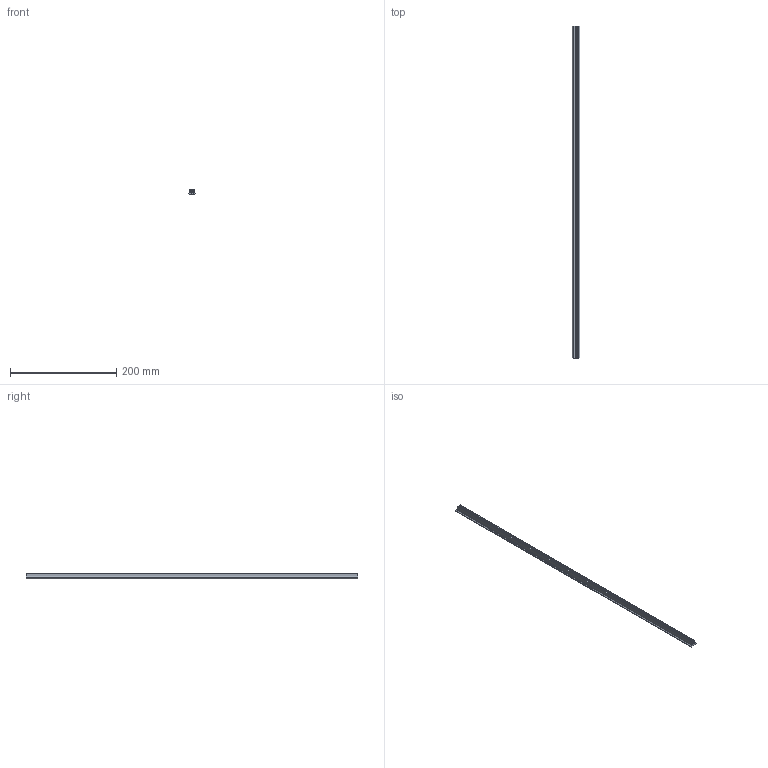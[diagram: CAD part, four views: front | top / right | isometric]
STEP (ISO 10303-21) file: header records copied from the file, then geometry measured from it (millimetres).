
FILE_DESCRIPTION (( 'STEP AP203' ), '1' );
FILE_NAME ('3700-0145-0624.STEP', '2018-02-08T21:35:20', ( '' ), ( '' ), 'SwSTEP 2.0', 'SolidWorks 2016', '' );
FILE_SCHEMA (( 'CONFIG_CONTROL_DESIGN' ));
Length unit declared in the file: millimetre
Products named in the file (1): 3700-0145-0624
Bounding box: 14.5 x 624 x 10.2 mm (x, y, z)
Volume: 49311 mm3; surface area: 44114.3 mm2
Topology: 1 solids, 1 shells, 100 faces, 294 edges, 196 vertices
Faces by surface type: plane 100
Entity records: 3335 total; most frequent: CARTESIAN_POINT 591, ORIENTED_EDGE 588, DIRECTION 496, VECTOR 294, LINE 294, EDGE_CURVE 294, VERTEX_POINT 196, AXIS2_PLACEMENT_3D 101
